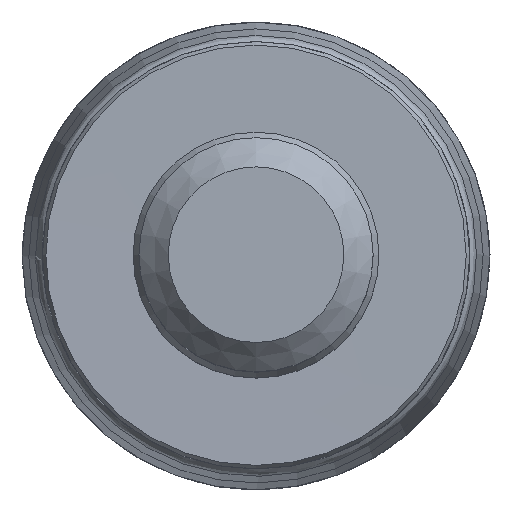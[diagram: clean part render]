
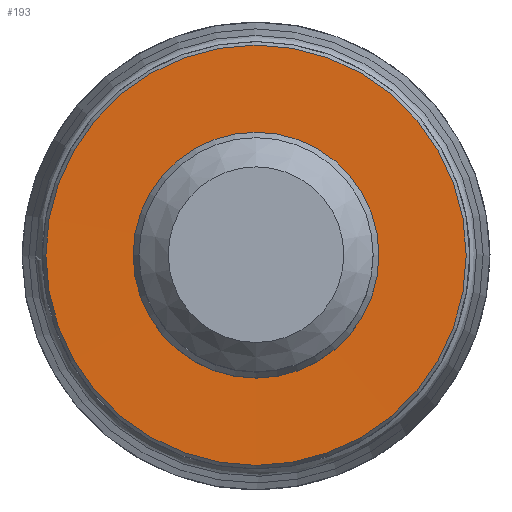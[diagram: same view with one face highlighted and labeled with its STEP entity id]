
A CAD part, top view. The second image highlights one B-rep face of the part: STEP entity #193.
In plain terms, the highlighted conical face has half-angle 89.825 degrees and reference radius 11.732 mm.
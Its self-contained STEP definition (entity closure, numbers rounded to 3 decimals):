
#102=CONICAL_SURFACE('',#771,11.732,89.825);
#193=ADVANCED_FACE('',(#296,#297),#102,.F.);
#296=FACE_BOUND('',#365,.T.);
#297=FACE_BOUND('',#366,.T.);
#365=EDGE_LOOP('',(#461));
#366=EDGE_LOOP('',(#462));
#461=ORIENTED_EDGE('',*,*,#607,.F.);
#462=ORIENTED_EDGE('',*,*,#606,.T.);
#553=VERTEX_POINT('',#1285);
#554=VERTEX_POINT('',#1288);
#606=EDGE_CURVE('',#553,#553,#649,.T.);
#607=EDGE_CURVE('',#554,#554,#650,.T.);
#649=CIRCLE('',#768,17.95);
#650=CIRCLE('',#770,10.497);
#768=AXIS2_PLACEMENT_3D('',#1284,#914,#915);
#770=AXIS2_PLACEMENT_3D('',#1287,#918,#919);
#771=AXIS2_PLACEMENT_3D('',#1289,#920,#921);
#914=DIRECTION('',(0.,0.,1.));
#915=DIRECTION('',(0.,1.,0.));
#918=DIRECTION('',(0.,0.,1.));
#919=DIRECTION('',(1.,0.,0.));
#920=DIRECTION('',(0.,0.,1.));
#921=DIRECTION('',(0.,1.,0.));
#1284=CARTESIAN_POINT('',(0.,0.,0.));
#1285=CARTESIAN_POINT('',(0.,17.95,0.));
#1287=CARTESIAN_POINT('',(0.,0.,-0.023));
#1288=CARTESIAN_POINT('',(10.497,0.,-0.023));
#1289=CARTESIAN_POINT('',(0.,0.,-0.019));
